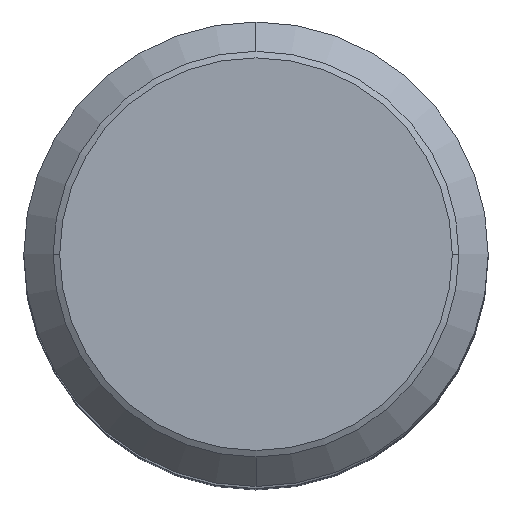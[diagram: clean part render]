
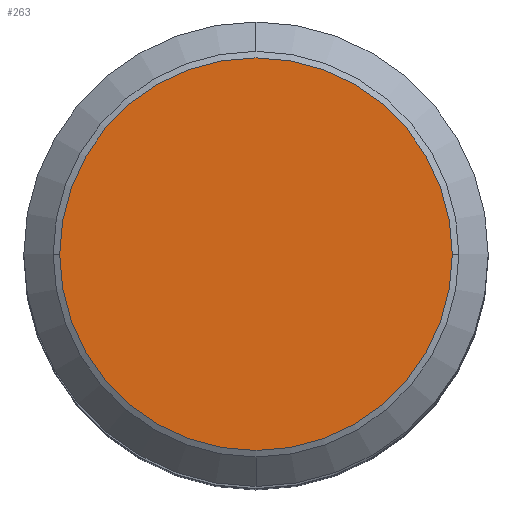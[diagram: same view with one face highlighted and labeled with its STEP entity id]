
A CAD part, top view. The second image highlights one B-rep face of the part: STEP entity #263.
In plain terms, the highlighted planar face has unit normal (0, 0, 1).
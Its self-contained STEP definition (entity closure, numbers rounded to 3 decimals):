
#163=EDGE_CURVE('',#179,#207,#362,.T.);
#173=EDGE_CURVE('',#207,#179,#373,.T.);
#179=VERTEX_POINT('',#380);
#207=VERTEX_POINT('',#411);
#263=ADVANCED_FACE('',(#471),#472,.T.);
#362=CIRCLE('',#580,5.917);
#373=CIRCLE('',#592,5.917);
#380=CARTESIAN_POINT('',(5.917,0.,47.));
#411=CARTESIAN_POINT('',(-5.917,0.,47.0));
#471=FACE_OUTER_BOUND('',#721,.T.);
#472=PLANE('',#722);
#580=AXIS2_PLACEMENT_3D('',#862,#863,#864);
#592=AXIS2_PLACEMENT_3D('',#873,#874,#875);
#721=EDGE_LOOP('',(#984,#985));
#722=AXIS2_PLACEMENT_3D('',#986,#987,#988);
#862=CARTESIAN_POINT('',(0.,0.0,47.));
#863=DIRECTION('',(0.0,0.0,1.0));
#864=DIRECTION('',(-1.0,0.,0.0));
#873=CARTESIAN_POINT('',(0.,0.0,47.));
#874=DIRECTION('',(0.0,0.0,1.0));
#875=DIRECTION('',(-1.0,0.,0.0));
#984=ORIENTED_EDGE('',*,*,#173,.T.);
#985=ORIENTED_EDGE('',*,*,#163,.T.);
#986=CARTESIAN_POINT('',(0.,-3.0,47.));
#987=DIRECTION('',(0.0,0.0,1.0));
#988=DIRECTION('',(0.,-1.0,0.0));
